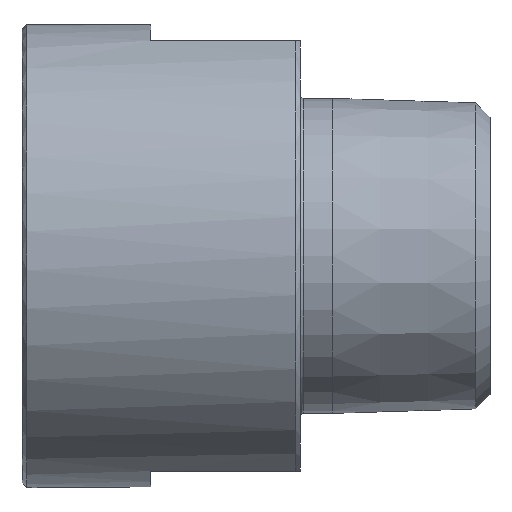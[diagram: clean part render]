
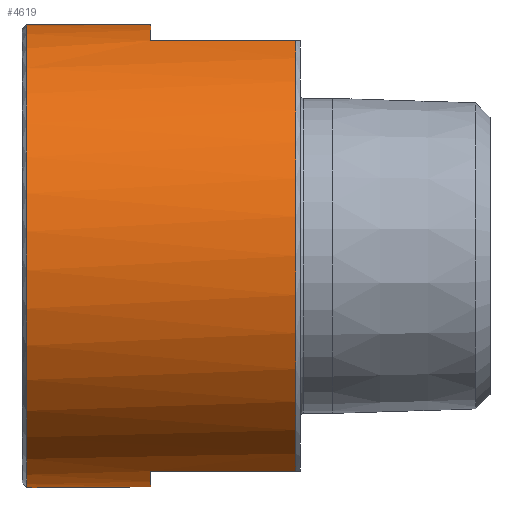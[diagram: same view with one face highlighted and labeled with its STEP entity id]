
A CAD part, front view. The second image highlights one B-rep face of the part: STEP entity #4619.
In plain terms, the highlighted cylindrical face has radius 24.75 mm (diameter 49.5 mm), a full revolution.
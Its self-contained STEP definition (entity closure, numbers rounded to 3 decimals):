
#25 = ORIENTED_EDGE ( 'NONE', *, *, #846, .T. ) ;
#243 = VERTEX_POINT ( 'NONE', #4702 ) ;
#566 = CARTESIAN_POINT ( 'NONE',  ( 29.25, -9.141, 23. ) ) ;
#844 = ORIENTED_EDGE ( 'NONE', *, *, #8410, .T. ) ;
#846 = EDGE_CURVE ( 'NONE', #6846, #5159, #5526, .T. ) ;
#1284 = EDGE_CURVE ( 'NONE', #12366, #4694, #2968, .T. ) ;
#1379 = CARTESIAN_POINT ( 'NONE',  ( 13.75, -9.141, -23. ) ) ;
#1489 = DIRECTION ( 'NONE',  ( -1., 0., 0. ) ) ;
#1712 = LINE ( 'NONE', #14124, #12036 ) ;
#1804 = LINE ( 'NONE', #12811, #2810 ) ;
#2019 = AXIS2_PLACEMENT_3D ( 'NONE', #11629, #11708, #3677 ) ;
#2388 = EDGE_CURVE ( 'NONE', #14083, #4656, #1712, .T. ) ;
#2543 = DIRECTION ( 'NONE',  ( -1., 0., 0. ) ) ;
#2612 = FACE_OUTER_BOUND ( 'NONE', #13597, .T. ) ;
#2719 = AXIS2_PLACEMENT_3D ( 'NONE', #6067, #8363, #10607 ) ;
#2810 = VECTOR ( 'NONE', #12885, 1000. ) ;
#2885 = ORIENTED_EDGE ( 'NONE', *, *, #13203, .T. ) ;
#2968 = CIRCLE ( 'NONE', #2019, 24.75 ) ;
#3275 = CARTESIAN_POINT ( 'NONE',  ( 29.25, -9.141, -23. ) ) ;
#3466 = CARTESIAN_POINT ( 'NONE',  ( 0., 9.141, -23. ) ) ;
#3672 = CARTESIAN_POINT ( 'NONE',  ( 13.75, 0., 0. ) ) ;
#3677 = DIRECTION ( 'NONE',  ( 0., 0., -1. ) ) ;
#3702 = CYLINDRICAL_SURFACE ( 'NONE', #12800, 24.75 ) ;
#3872 = AXIS2_PLACEMENT_3D ( 'NONE', #11998, #12150, #8908 ) ;
#4525 = EDGE_CURVE ( 'NONE', #6846, #4694, #5401, .T. ) ;
#4619 = ADVANCED_FACE ( 'NONE', ( #2612, #10376 ), #3702, .T. ) ;
#4656 = VERTEX_POINT ( 'NONE', #12742 ) ;
#4674 = CARTESIAN_POINT ( 'NONE',  ( 0., 0., 0. ) ) ;
#4694 = VERTEX_POINT ( 'NONE', #1379 ) ;
#4702 = CARTESIAN_POINT ( 'NONE',  ( 0.5, 0., -24.75 ) ) ;
#4998 = ORIENTED_EDGE ( 'NONE', *, *, #4525, .F. ) ;
#5159 = VERTEX_POINT ( 'NONE', #566 ) ;
#5205 = ORIENTED_EDGE ( 'NONE', *, *, #8150, .T. ) ;
#5401 = LINE ( 'NONE', #5553, #6683 ) ;
#5526 = CIRCLE ( 'NONE', #2719, 24.75 ) ;
#5553 = CARTESIAN_POINT ( 'NONE',  ( 0., -9.141, -23. ) ) ;
#6067 = CARTESIAN_POINT ( 'NONE',  ( 29.25, 0., 0. ) ) ;
#6321 = DIRECTION ( 'NONE',  ( -1., 0., 0. ) ) ;
#6462 = EDGE_LOOP ( 'NONE', ( #7019, #5205, #844, #7606, #4998, #25, #9159, #2885 ) ) ;
#6683 = VECTOR ( 'NONE', #6802, 1000. ) ;
#6802 = DIRECTION ( 'NONE',  ( -1., 0., 0. ) ) ;
#6846 = VERTEX_POINT ( 'NONE', #3275 ) ;
#7019 = ORIENTED_EDGE ( 'NONE', *, *, #2388, .F. ) ;
#7089 = CARTESIAN_POINT ( 'NONE',  ( 13.75, -9.141, 23. ) ) ;
#7097 = DIRECTION ( 'NONE',  ( 0., 0., 1. ) ) ;
#7121 = AXIS2_PLACEMENT_3D ( 'NONE', #3672, #11329, #13830 ) ;
#7606 = ORIENTED_EDGE ( 'NONE', *, *, #1284, .T. ) ;
#8038 = LINE ( 'NONE', #3466, #10672 ) ;
#8150 = EDGE_CURVE ( 'NONE', #14083, #10111, #12531, .T. ) ;
#8272 = EDGE_CURVE ( 'NONE', #243, #243, #13501, .T. ) ;
#8363 = DIRECTION ( 'NONE',  ( -1., 0., 0. ) ) ;
#8410 = EDGE_CURVE ( 'NONE', #10111, #12366, #8038, .T. ) ;
#8855 = CARTESIAN_POINT ( 'NONE',  ( 29.25, 9.141, 23. ) ) ;
#8908 = DIRECTION ( 'NONE',  ( 0., 0., -1. ) ) ;
#9159 = ORIENTED_EDGE ( 'NONE', *, *, #12943, .T. ) ;
#9235 = CIRCLE ( 'NONE', #7121, 24.75 ) ;
#9893 = CARTESIAN_POINT ( 'NONE',  ( 13.75, 9.141, -23. ) ) ;
#10111 = VERTEX_POINT ( 'NONE', #14487 ) ;
#10376 = FACE_OUTER_BOUND ( 'NONE', #6462, .T. ) ;
#10607 = DIRECTION ( 'NONE',  ( 0., 0., 1. ) ) ;
#10672 = VECTOR ( 'NONE', #1489, 1000. ) ;
#11329 = DIRECTION ( 'NONE',  ( -1., 0., 0. ) ) ;
#11365 = AXIS2_PLACEMENT_3D ( 'NONE', #12384, #11568, #12518 ) ;
#11568 = DIRECTION ( 'NONE',  ( -1., 0., 0. ) ) ;
#11629 = CARTESIAN_POINT ( 'NONE',  ( 13.75, 0., 0. ) ) ;
#11708 = DIRECTION ( 'NONE',  ( -1., 0., 0. ) ) ;
#11998 = CARTESIAN_POINT ( 'NONE',  ( 0.5, 0., 0. ) ) ;
#12036 = VECTOR ( 'NONE', #6321, 1000. ) ;
#12150 = DIRECTION ( 'NONE',  ( 1., 0., 0. ) ) ;
#12366 = VERTEX_POINT ( 'NONE', #9893 ) ;
#12384 = CARTESIAN_POINT ( 'NONE',  ( 29.25, 0., 0. ) ) ;
#12518 = DIRECTION ( 'NONE',  ( 0., 0., 1. ) ) ;
#12531 = CIRCLE ( 'NONE', #11365, 24.75 ) ;
#12692 = ORIENTED_EDGE ( 'NONE', *, *, #8272, .T. ) ;
#12742 = CARTESIAN_POINT ( 'NONE',  ( 13.75, 9.141, 23. ) ) ;
#12800 = AXIS2_PLACEMENT_3D ( 'NONE', #4674, #2543, #7097 ) ;
#12811 = CARTESIAN_POINT ( 'NONE',  ( 0., -9.141, 23. ) ) ;
#12885 = DIRECTION ( 'NONE',  ( -1., 0., 0. ) ) ;
#12943 = EDGE_CURVE ( 'NONE', #5159, #14257, #1804, .T. ) ;
#13203 = EDGE_CURVE ( 'NONE', #14257, #4656, #9235, .T. ) ;
#13501 = CIRCLE ( 'NONE', #3872, 24.75 ) ;
#13597 = EDGE_LOOP ( 'NONE', ( #12692 ) ) ;
#13830 = DIRECTION ( 'NONE',  ( 0., 0., -1. ) ) ;
#14083 = VERTEX_POINT ( 'NONE', #8855 ) ;
#14124 = CARTESIAN_POINT ( 'NONE',  ( 0., 9.141, 23. ) ) ;
#14257 = VERTEX_POINT ( 'NONE', #7089 ) ;
#14487 = CARTESIAN_POINT ( 'NONE',  ( 29.25, 9.141, -23. ) ) ;
